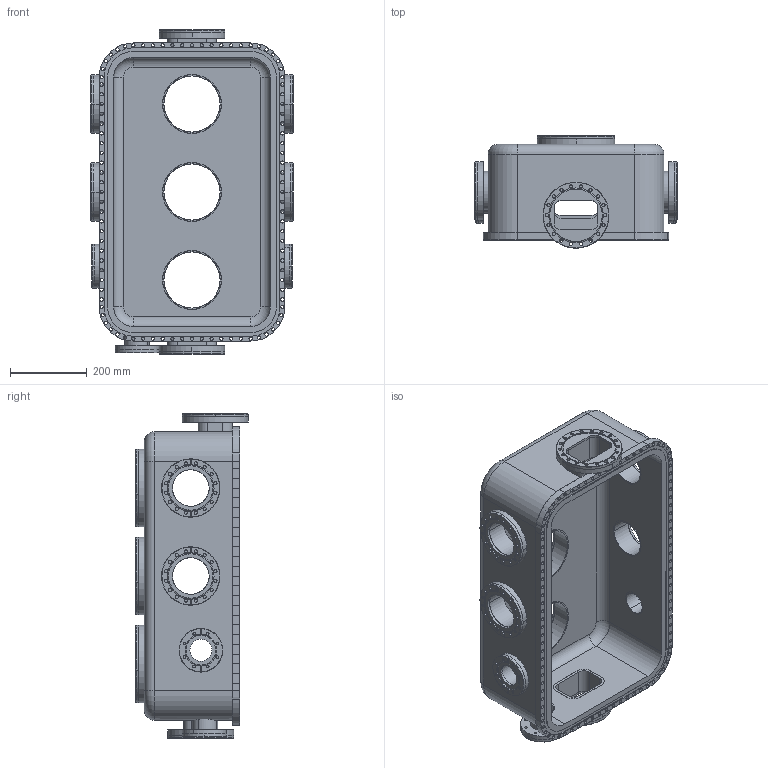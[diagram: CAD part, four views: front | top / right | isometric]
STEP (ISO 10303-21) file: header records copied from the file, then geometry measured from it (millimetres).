
FILE_DESCRIPTION(('OneSpaceDesigner STEP Export'),'2;1');
FILE_NAME('MONO_CHAMBER_LID_STEP.stp','2004-01-23T 6:56:45',(''),(''),'OneSpace Designer STEP processor (Jan. 2003) for AP214(CD)(Solid Model)','OneSpace Designer 12.00 10-Sep-2003 (C) CoCreate Software GmbH','');
FILE_SCHEMA(('AUTOMOTIVE_DESIGN_CC2 {1 2 10303 214 -1 1 5 1}'));
Length unit declared in the file: millimetre
Products named in the file (16): FLANGE_OVAL_STUB_AL-6.75_CFF.1; 6.75_O.D._CFF_SST_FACE; 6.75_CFF_OVAL_NECK_ATLAS_CUSTOM_AL-SST_ASSY; 6.0_CFF_SHORT_AL_BASE_STUB; 6_O.D._CFF_SST_FACE.1; 6.0_CFF_CUST_SHORT_AL-SST_ASSY.1; 8_CFF_AL_BASE; 8_CFF_SST_FACE_HALF; 8_CFF_ATLAS_CUSTOM_AL-SST_ASSY; 4.5_CFF_AL_BASE_HALF; 4.5_CFF_SST_FACE; 4.5_CFF_INTERFERMETER_PORT_ASSY; CHAMBER_LID_AL; 4.5AL_CFF_STUB_HALF; 4.5_CFF_ATLAS_CUSTOM_AL-SST_ASSY; CHAMBER_LID_WELDMENT
Assembly tree (23 placements, depth 3):
  CHAMBER_LID_WELDMENT
    6.0_CFF_CUST_SHORT_AL-SST_ASSY.1  x4
      6_O.D._CFF_SST_FACE.1
      6.0_CFF_SHORT_AL_BASE_STUB
    4.5_CFF_ATLAS_CUSTOM_AL-SST_ASSY  x2
      4.5_CFF_SST_FACE
      4.5AL_CFF_STUB_HALF
    8_CFF_ATLAS_CUSTOM_AL-SST_ASSY  x3
      8_CFF_SST_FACE_HALF
      8_CFF_AL_BASE
    6.75_CFF_OVAL_NECK_ATLAS_CUSTOM_AL-SST_ASSY  x2
      6.75_O.D._CFF_SST_FACE
      FLANGE_OVAL_STUB_AL-6.75_CFF.1
    CHAMBER_LID_AL
    4.5_CFF_INTERFERMETER_PORT_ASSY
      4.5_CFF_SST_FACE
      4.5_CFF_AL_BASE_HALF
Bounding box: 525.27 x 292.23 x 842.77 mm (x, y, z)
Volume: 23145092.2 mm3; surface area: 2784556.3 mm2
Topology: 25 solids, 25 shells, 1451 faces, 4062 edges, 2680 vertices
Faces by surface type: cylinder 1172, plane 203, cone 68, torus 8
Entity records: 21709 total; most frequent: ORIENTED_EDGE 4028, CARTESIAN_POINT 3959, DIRECTION 2997, EDGE_CURVE 2014, VERTEX_POINT 1330, EDGE_LOOP 1224, AXIS2_PLACEMENT_3D 1113, VECTOR 771
